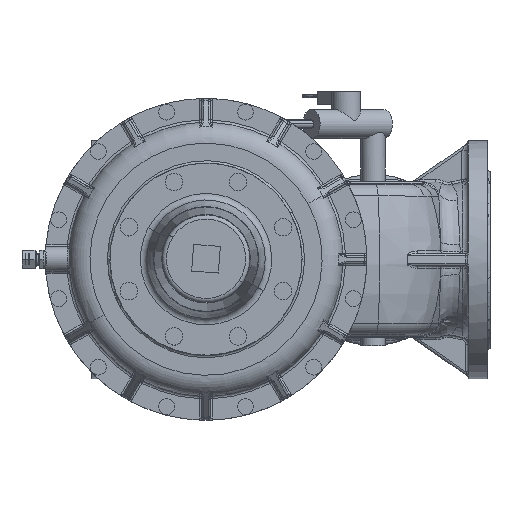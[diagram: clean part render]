
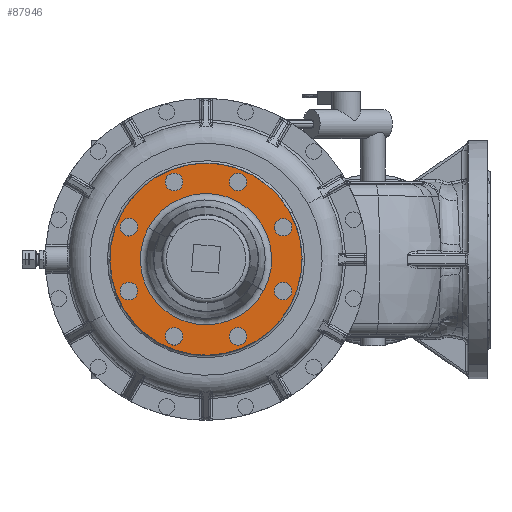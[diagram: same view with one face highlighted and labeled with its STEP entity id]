
A CAD part, top view. The second image highlights one B-rep face of the part: STEP entity #87946.
In plain terms, the highlighted planar face has unit normal (0, 0, 1).
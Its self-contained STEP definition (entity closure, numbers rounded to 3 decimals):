
#87515=AXIS2_PLACEMENT_3D('Circle Axis2P3D',#87513,#87514,$) ;
#87540=AXIS2_PLACEMENT_3D('Circle Axis2P3D',#87538,#87539,$) ;
#87778=AXIS2_PLACEMENT_3D('Plane Axis2P3D',#87775,#87776,#87777) ;
#87786=AXIS2_PLACEMENT_3D('Circle Axis2P3D',#87784,#87785,$) ;
#87795=AXIS2_PLACEMENT_3D('Circle Axis2P3D',#87793,#87794,$) ;
#87804=AXIS2_PLACEMENT_3D('Circle Axis2P3D',#87802,#87803,$) ;
#87813=AXIS2_PLACEMENT_3D('Circle Axis2P3D',#87811,#87812,$) ;
#87822=AXIS2_PLACEMENT_3D('Circle Axis2P3D',#87820,#87821,$) ;
#87831=AXIS2_PLACEMENT_3D('Circle Axis2P3D',#87829,#87830,$) ;
#87840=AXIS2_PLACEMENT_3D('Circle Axis2P3D',#87838,#87839,$) ;
#87849=AXIS2_PLACEMENT_3D('Circle Axis2P3D',#87847,#87848,$) ;
#87858=AXIS2_PLACEMENT_3D('Circle Axis2P3D',#87856,#87857,$) ;
#87867=AXIS2_PLACEMENT_3D('Circle Axis2P3D',#87865,#87866,$) ;
#87876=AXIS2_PLACEMENT_3D('Circle Axis2P3D',#87874,#87875,$) ;
#87885=AXIS2_PLACEMENT_3D('Circle Axis2P3D',#87883,#87884,$) ;
#87894=AXIS2_PLACEMENT_3D('Circle Axis2P3D',#87892,#87893,$) ;
#87903=AXIS2_PLACEMENT_3D('Circle Axis2P3D',#87901,#87902,$) ;
#87912=AXIS2_PLACEMENT_3D('Circle Axis2P3D',#87910,#87911,$) ;
#87921=AXIS2_PLACEMENT_3D('Circle Axis2P3D',#87919,#87920,$) ;
#87930=AXIS2_PLACEMENT_3D('Circle Axis2P3D',#87928,#87929,$) ;
#87939=AXIS2_PLACEMENT_3D('Circle Axis2P3D',#87937,#87938,$) ;
#87510=CARTESIAN_POINT('Vertex',(-100.922,55.134,388.)) ;
#87513=CARTESIAN_POINT('Axis2P3D Location',(0.,0.,388.)) ;
#87517=CARTESIAN_POINT('Vertex',(100.922,-55.134,388.)) ;
#87538=CARTESIAN_POINT('Axis2P3D Location',(0.,0.,388.)) ;
#87775=CARTESIAN_POINT('Axis2P3D Location',(-78.639,0.,388.)) ;
#87784=CARTESIAN_POINT('Axis2P3D Location',(-92.388,38.268,388.)) ;
#87788=CARTESIAN_POINT('Vertex',(-81.888,38.268,388.)) ;
#87790=CARTESIAN_POINT('Vertex',(-102.888,38.268,388.)) ;
#87793=CARTESIAN_POINT('Axis2P3D Location',(-92.388,38.268,388.)) ;
#87802=CARTESIAN_POINT('Axis2P3D Location',(0.,0.,388.)) ;
#87806=CARTESIAN_POINT('Vertex',(69.012,-37.701,388.)) ;
#87808=CARTESIAN_POINT('Vertex',(-69.012,37.701,388.)) ;
#87811=CARTESIAN_POINT('Axis2P3D Location',(0.,0.,388.)) ;
#87820=CARTESIAN_POINT('Axis2P3D Location',(-38.268,92.388,388.)) ;
#87824=CARTESIAN_POINT('Vertex',(-45.693,99.813,388.)) ;
#87826=CARTESIAN_POINT('Vertex',(-30.844,84.963,388.)) ;
#87829=CARTESIAN_POINT('Axis2P3D Location',(-38.268,92.388,388.)) ;
#87838=CARTESIAN_POINT('Axis2P3D Location',(38.268,92.388,388.)) ;
#87842=CARTESIAN_POINT('Vertex',(38.268,102.888,388.)) ;
#87844=CARTESIAN_POINT('Vertex',(38.268,81.888,388.)) ;
#87847=CARTESIAN_POINT('Axis2P3D Location',(38.268,92.388,388.)) ;
#87856=CARTESIAN_POINT('Axis2P3D Location',(92.388,38.268,388.)) ;
#87860=CARTESIAN_POINT('Vertex',(99.813,45.693,388.)) ;
#87862=CARTESIAN_POINT('Vertex',(84.963,30.844,388.)) ;
#87865=CARTESIAN_POINT('Axis2P3D Location',(92.388,38.268,388.)) ;
#87874=CARTESIAN_POINT('Axis2P3D Location',(92.388,-38.268,388.)) ;
#87878=CARTESIAN_POINT('Vertex',(102.888,-38.268,388.)) ;
#87880=CARTESIAN_POINT('Vertex',(81.888,-38.268,388.)) ;
#87883=CARTESIAN_POINT('Axis2P3D Location',(92.388,-38.268,388.)) ;
#87892=CARTESIAN_POINT('Axis2P3D Location',(38.268,-92.388,388.)) ;
#87896=CARTESIAN_POINT('Vertex',(45.693,-99.813,388.)) ;
#87898=CARTESIAN_POINT('Vertex',(30.844,-84.963,388.)) ;
#87901=CARTESIAN_POINT('Axis2P3D Location',(38.268,-92.388,388.)) ;
#87910=CARTESIAN_POINT('Axis2P3D Location',(-38.268,-92.388,388.)) ;
#87914=CARTESIAN_POINT('Vertex',(-38.268,-102.888,388.)) ;
#87916=CARTESIAN_POINT('Vertex',(-38.268,-81.888,388.)) ;
#87919=CARTESIAN_POINT('Axis2P3D Location',(-38.268,-92.388,388.)) ;
#87928=CARTESIAN_POINT('Axis2P3D Location',(-92.388,-38.268,388.)) ;
#87932=CARTESIAN_POINT('Vertex',(-99.813,-45.693,388.)) ;
#87934=CARTESIAN_POINT('Vertex',(-84.963,-30.844,388.)) ;
#87937=CARTESIAN_POINT('Axis2P3D Location',(-92.388,-38.268,388.)) ;
#87514=DIRECTION('Axis2P3D Direction',(0.,0.,-1.)) ;
#87539=DIRECTION('Axis2P3D Direction',(0.,0.,-1.)) ;
#87776=DIRECTION('Axis2P3D Direction',(0.,0.,-1.)) ;
#87777=DIRECTION('Axis2P3D XDirection',(0.,1.,0.)) ;
#87785=DIRECTION('Axis2P3D Direction',(0.,0.,-1.)) ;
#87794=DIRECTION('Axis2P3D Direction',(0.,0.,-1.)) ;
#87803=DIRECTION('Axis2P3D Direction',(0.,0.,-1.)) ;
#87812=DIRECTION('Axis2P3D Direction',(0.,0.,-1.)) ;
#87821=DIRECTION('Axis2P3D Direction',(0.,0.,-1.)) ;
#87830=DIRECTION('Axis2P3D Direction',(0.,0.,-1.)) ;
#87839=DIRECTION('Axis2P3D Direction',(0.,0.,-1.)) ;
#87848=DIRECTION('Axis2P3D Direction',(0.,0.,-1.)) ;
#87857=DIRECTION('Axis2P3D Direction',(0.,0.,-1.)) ;
#87866=DIRECTION('Axis2P3D Direction',(0.,0.,-1.)) ;
#87875=DIRECTION('Axis2P3D Direction',(0.,0.,-1.)) ;
#87884=DIRECTION('Axis2P3D Direction',(0.,0.,-1.)) ;
#87893=DIRECTION('Axis2P3D Direction',(0.,0.,-1.)) ;
#87902=DIRECTION('Axis2P3D Direction',(0.,0.,-1.)) ;
#87911=DIRECTION('Axis2P3D Direction',(0.,0.,-1.)) ;
#87920=DIRECTION('Axis2P3D Direction',(0.,0.,-1.)) ;
#87929=DIRECTION('Axis2P3D Direction',(0.,0.,-1.)) ;
#87938=DIRECTION('Axis2P3D Direction',(0.,0.,-1.)) ;
#87781=ORIENTED_EDGE('',*,*,#87519,.F.) ;
#87782=ORIENTED_EDGE('',*,*,#87542,.F.) ;
#87799=ORIENTED_EDGE('',*,*,#87792,.T.) ;
#87800=ORIENTED_EDGE('',*,*,#87797,.T.) ;
#87817=ORIENTED_EDGE('',*,*,#87810,.T.) ;
#87818=ORIENTED_EDGE('',*,*,#87815,.T.) ;
#87835=ORIENTED_EDGE('',*,*,#87828,.T.) ;
#87836=ORIENTED_EDGE('',*,*,#87833,.T.) ;
#87853=ORIENTED_EDGE('',*,*,#87846,.T.) ;
#87854=ORIENTED_EDGE('',*,*,#87851,.T.) ;
#87871=ORIENTED_EDGE('',*,*,#87864,.T.) ;
#87872=ORIENTED_EDGE('',*,*,#87869,.T.) ;
#87889=ORIENTED_EDGE('',*,*,#87882,.T.) ;
#87890=ORIENTED_EDGE('',*,*,#87887,.T.) ;
#87907=ORIENTED_EDGE('',*,*,#87900,.T.) ;
#87908=ORIENTED_EDGE('',*,*,#87905,.T.) ;
#87925=ORIENTED_EDGE('',*,*,#87918,.T.) ;
#87926=ORIENTED_EDGE('',*,*,#87923,.T.) ;
#87943=ORIENTED_EDGE('',*,*,#87936,.T.) ;
#87944=ORIENTED_EDGE('',*,*,#87941,.T.) ;
#87801=FACE_BOUND('',#87798,.T.) ;
#87819=FACE_BOUND('',#87816,.T.) ;
#87837=FACE_BOUND('',#87834,.T.) ;
#87855=FACE_BOUND('',#87852,.T.) ;
#87873=FACE_BOUND('',#87870,.T.) ;
#87891=FACE_BOUND('',#87888,.T.) ;
#87909=FACE_BOUND('',#87906,.T.) ;
#87927=FACE_BOUND('',#87924,.T.) ;
#87945=FACE_BOUND('',#87942,.T.) ;
#87946=ADVANCED_FACE('Brep With Voids',(#87783,#87801,#87819,#87837,#87855,#87873,#87891,#87909,#87927,#87945),#87779,.F.) ;
#87516=CIRCLE('generated circle',#87515,115.) ;
#87541=CIRCLE('generated circle',#87540,115.) ;
#87787=CIRCLE('generated circle',#87786,10.5) ;
#87796=CIRCLE('generated circle',#87795,10.5) ;
#87805=CIRCLE('generated circle',#87804,78.639) ;
#87814=CIRCLE('generated circle',#87813,78.639) ;
#87823=CIRCLE('generated circle',#87822,10.5) ;
#87832=CIRCLE('generated circle',#87831,10.5) ;
#87841=CIRCLE('generated circle',#87840,10.5) ;
#87850=CIRCLE('generated circle',#87849,10.5) ;
#87859=CIRCLE('generated circle',#87858,10.5) ;
#87868=CIRCLE('generated circle',#87867,10.5) ;
#87877=CIRCLE('generated circle',#87876,10.5) ;
#87886=CIRCLE('generated circle',#87885,10.5) ;
#87895=CIRCLE('generated circle',#87894,10.5) ;
#87904=CIRCLE('generated circle',#87903,10.5) ;
#87913=CIRCLE('generated circle',#87912,10.5) ;
#87922=CIRCLE('generated circle',#87921,10.5) ;
#87931=CIRCLE('generated circle',#87930,10.5) ;
#87940=CIRCLE('generated circle',#87939,10.5) ;
#87519=EDGE_CURVE('',#87511,#87518,#87516,.T.) ;
#87542=EDGE_CURVE('',#87518,#87511,#87541,.T.) ;
#87792=EDGE_CURVE('',#87789,#87791,#87787,.T.) ;
#87797=EDGE_CURVE('',#87791,#87789,#87796,.T.) ;
#87810=EDGE_CURVE('',#87807,#87809,#87805,.T.) ;
#87815=EDGE_CURVE('',#87809,#87807,#87814,.T.) ;
#87828=EDGE_CURVE('',#87825,#87827,#87823,.T.) ;
#87833=EDGE_CURVE('',#87827,#87825,#87832,.T.) ;
#87846=EDGE_CURVE('',#87843,#87845,#87841,.T.) ;
#87851=EDGE_CURVE('',#87845,#87843,#87850,.T.) ;
#87864=EDGE_CURVE('',#87861,#87863,#87859,.T.) ;
#87869=EDGE_CURVE('',#87863,#87861,#87868,.T.) ;
#87882=EDGE_CURVE('',#87879,#87881,#87877,.T.) ;
#87887=EDGE_CURVE('',#87881,#87879,#87886,.T.) ;
#87900=EDGE_CURVE('',#87897,#87899,#87895,.T.) ;
#87905=EDGE_CURVE('',#87899,#87897,#87904,.T.) ;
#87918=EDGE_CURVE('',#87915,#87917,#87913,.T.) ;
#87923=EDGE_CURVE('',#87917,#87915,#87922,.T.) ;
#87936=EDGE_CURVE('',#87933,#87935,#87931,.T.) ;
#87941=EDGE_CURVE('',#87935,#87933,#87940,.T.) ;
#87780=EDGE_LOOP('',(#87781,#87782)) ;
#87798=EDGE_LOOP('',(#87799,#87800)) ;
#87816=EDGE_LOOP('',(#87817,#87818)) ;
#87834=EDGE_LOOP('',(#87835,#87836)) ;
#87852=EDGE_LOOP('',(#87853,#87854)) ;
#87870=EDGE_LOOP('',(#87871,#87872)) ;
#87888=EDGE_LOOP('',(#87889,#87890)) ;
#87906=EDGE_LOOP('',(#87907,#87908)) ;
#87924=EDGE_LOOP('',(#87925,#87926)) ;
#87942=EDGE_LOOP('',(#87943,#87944)) ;
#87783=FACE_OUTER_BOUND('',#87780,.T.) ;
#87779=PLANE('Plane',#87778) ;
#87511=VERTEX_POINT('',#87510) ;
#87518=VERTEX_POINT('',#87517) ;
#87789=VERTEX_POINT('',#87788) ;
#87791=VERTEX_POINT('',#87790) ;
#87807=VERTEX_POINT('',#87806) ;
#87809=VERTEX_POINT('',#87808) ;
#87825=VERTEX_POINT('',#87824) ;
#87827=VERTEX_POINT('',#87826) ;
#87843=VERTEX_POINT('',#87842) ;
#87845=VERTEX_POINT('',#87844) ;
#87861=VERTEX_POINT('',#87860) ;
#87863=VERTEX_POINT('',#87862) ;
#87879=VERTEX_POINT('',#87878) ;
#87881=VERTEX_POINT('',#87880) ;
#87897=VERTEX_POINT('',#87896) ;
#87899=VERTEX_POINT('',#87898) ;
#87915=VERTEX_POINT('',#87914) ;
#87917=VERTEX_POINT('',#87916) ;
#87933=VERTEX_POINT('',#87932) ;
#87935=VERTEX_POINT('',#87934) ;
